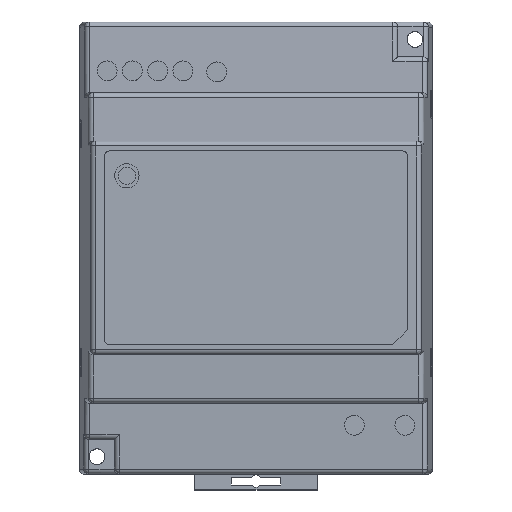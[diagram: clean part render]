
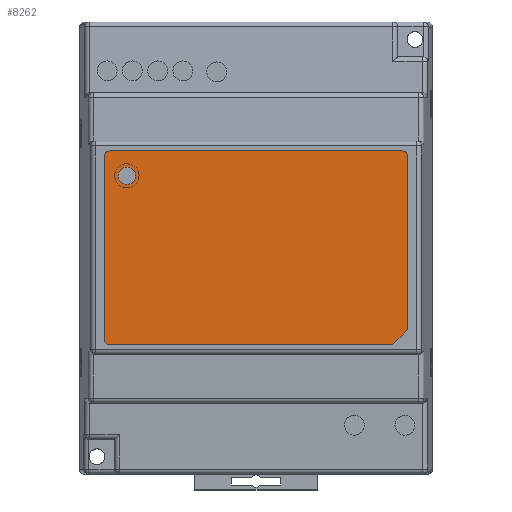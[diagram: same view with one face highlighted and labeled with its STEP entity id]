
A CAD part, top view. The second image highlights one B-rep face of the part: STEP entity #8262.
In plain terms, the highlighted planar face has unit normal (0, 0, 1).
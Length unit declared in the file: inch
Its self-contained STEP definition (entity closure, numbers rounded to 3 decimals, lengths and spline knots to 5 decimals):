
#295 = DIRECTION ( 'NONE',  ( 0., 1., 0. ) ) ;
#303 = VECTOR ( 'NONE', #2811, 39.37008 ) ;
#387 = AXIS2_PLACEMENT_3D ( 'NONE', #28012, #28125, #30650 ) ;
#481 = CARTESIAN_POINT ( 'NONE',  ( -1.16142, 0.72835, 2.1811 ) ) ;
#597 = CARTESIAN_POINT ( 'NONE',  ( -0.95472, 0.57087, 2.1811 ) ) ;
#691 = CIRCLE ( 'NONE', #32062, 0.0689 ) ;
#792 = ORIENTED_EDGE ( 'NONE', *, *, #17189, .T. ) ;
#1017 = VERTEX_POINT ( 'NONE', #31409 ) ;
#1348 = DIRECTION ( 'NONE',  ( 1., 0., 0. ) ) ;
#1773 = DIRECTION ( 'NONE',  ( 1., 0., 0. ) ) ;
#1784 = EDGE_CURVE ( 'NONE', #4714, #4714, #691, .T. ) ;
#1862 = ORIENTED_EDGE ( 'NONE', *, *, #28800, .T. ) ;
#1877 = ORIENTED_EDGE ( 'NONE', *, *, #12381, .T. ) ;
#2195 = VERTEX_POINT ( 'NONE', #21067 ) ;
#2315 = VECTOR ( 'NONE', #17712, 39.37008 ) ;
#2486 = AXIS2_PLACEMENT_3D ( 'NONE', #3860, #6594, #1348 ) ;
#2669 = LINE ( 'NONE', #25628, #2315 ) ;
#2811 = DIRECTION ( 'NONE',  ( -1., 0., 0. ) ) ;
#2878 = LINE ( 'NONE', #27292, #13874 ) ;
#3860 = CARTESIAN_POINT ( 'NONE',  ( -1.16142, -0.72835, 2.1811 ) ) ;
#4253 = LINE ( 'NONE', #22746, #303 ) ;
#4714 = VERTEX_POINT ( 'NONE', #597 ) ;
#5535 = DIRECTION ( 'NONE',  ( 1., 0., 0. ) ) ;
#5782 = EDGE_CURVE ( 'NONE', #1017, #11469, #16935, .T. ) ;
#5851 = ORIENTED_EDGE ( 'NONE', *, *, #14995, .T. ) ;
#6594 = DIRECTION ( 'NONE',  ( 0., 0., 1. ) ) ;
#6599 = CARTESIAN_POINT ( 'NONE',  ( -1.02362, 0.57087, 2.1811 ) ) ;
#6811 = DIRECTION ( 'NONE',  ( 0., 0., -1. ) ) ;
#7762 = PLANE ( 'NONE',  #19390 ) ;
#8238 = EDGE_CURVE ( 'NONE', #21725, #16997, #2669, .T. ) ;
#8262 = ADVANCED_FACE ( 'NONE', ( #18375, #8601 ), #7762, .T. ) ;
#8601 = FACE_OUTER_BOUND ( 'NONE', #17746, .T. ) ;
#9343 = CARTESIAN_POINT ( 'NONE',  ( 1.20079, 0.72835, 2.1811 ) ) ;
#10258 = VECTOR ( 'NONE', #295, 39.37008 ) ;
#10722 = CARTESIAN_POINT ( 'NONE',  ( -1.20079, 0.72835, 2.1811 ) ) ;
#10974 = VERTEX_POINT ( 'NONE', #29424 ) ;
#11111 = CIRCLE ( 'NONE', #2486, 0.03937 ) ;
#11469 = VERTEX_POINT ( 'NONE', #9343 ) ;
#11478 = ORIENTED_EDGE ( 'NONE', *, *, #8238, .T. ) ;
#12109 = CARTESIAN_POINT ( 'NONE',  ( -1.20079, 0.72835, 2.1811 ) ) ;
#12381 = EDGE_CURVE ( 'NONE', #10974, #2195, #4253, .T. ) ;
#12671 = VECTOR ( 'NONE', #28252, 39.37008 ) ;
#13143 = AXIS2_PLACEMENT_3D ( 'NONE', #481, #25696, #5535 ) ;
#13874 = VECTOR ( 'NONE', #24324, 39.37008 ) ;
#14995 = EDGE_CURVE ( 'NONE', #32310, #23481, #28768, .T. ) ;
#15068 = ORIENTED_EDGE ( 'NONE', *, *, #29061, .T. ) ;
#15337 = EDGE_CURVE ( 'NONE', #2195, #32310, #22836, .T. ) ;
#15809 = EDGE_LOOP ( 'NONE', ( #23973 ) ) ;
#16554 = ORIENTED_EDGE ( 'NONE', *, *, #15337, .T. ) ;
#16935 = LINE ( 'NONE', #22751, #10258 ) ;
#16997 = VERTEX_POINT ( 'NONE', #32080 ) ;
#17189 = EDGE_CURVE ( 'NONE', #11469, #10974, #27891, .T. ) ;
#17712 = DIRECTION ( 'NONE',  ( 1., 0., 0. ) ) ;
#17746 = EDGE_LOOP ( 'NONE', ( #1877, #16554, #5851, #1862, #11478, #15068, #20795, #792 ) ) ;
#18375 = FACE_BOUND ( 'NONE', #15809, .T. ) ;
#19390 = AXIS2_PLACEMENT_3D ( 'NONE', #28144, #20495, #30547 ) ;
#20068 = CARTESIAN_POINT ( 'NONE',  ( -1.16142, -0.76772, 2.1811 ) ) ;
#20495 = DIRECTION ( 'NONE',  ( 0., 0., 1. ) ) ;
#20795 = ORIENTED_EDGE ( 'NONE', *, *, #5782, .T. ) ;
#20920 = CARTESIAN_POINT ( 'NONE',  ( -1.20079, -0.72835, 2.1811 ) ) ;
#21067 = CARTESIAN_POINT ( 'NONE',  ( -1.16142, 0.76772, 2.1811 ) ) ;
#21725 = VERTEX_POINT ( 'NONE', #20068 ) ;
#22746 = CARTESIAN_POINT ( 'NONE',  ( 1.16142, 0.76772, 2.1811 ) ) ;
#22751 = CARTESIAN_POINT ( 'NONE',  ( 1.20079, -0.64961, 2.1811 ) ) ;
#22836 = CIRCLE ( 'NONE', #13143, 0.03937 ) ;
#23481 = VERTEX_POINT ( 'NONE', #20920 ) ;
#23973 = ORIENTED_EDGE ( 'NONE', *, *, #1784, .T. ) ;
#24324 = DIRECTION ( 'NONE',  ( 0.707, 0.707, 0. ) ) ;
#25628 = CARTESIAN_POINT ( 'NONE',  ( -1.16142, -0.76772, 2.1811 ) ) ;
#25696 = DIRECTION ( 'NONE',  ( 0., 0., 1. ) ) ;
#27292 = CARTESIAN_POINT ( 'NONE',  ( 1.08268, -0.76772, 2.1811 ) ) ;
#27891 = CIRCLE ( 'NONE', #387, 0.03937 ) ;
#28012 = CARTESIAN_POINT ( 'NONE',  ( 1.16142, 0.72835, 2.1811 ) ) ;
#28125 = DIRECTION ( 'NONE',  ( 0., 0., 1. ) ) ;
#28144 = CARTESIAN_POINT ( 'NONE',  ( -1.39764, 0., 2.1811 ) ) ;
#28252 = DIRECTION ( 'NONE',  ( 0., -1., 0. ) ) ;
#28768 = LINE ( 'NONE', #10722, #12671 ) ;
#28800 = EDGE_CURVE ( 'NONE', #23481, #21725, #11111, .T. ) ;
#29061 = EDGE_CURVE ( 'NONE', #16997, #1017, #2878, .T. ) ;
#29424 = CARTESIAN_POINT ( 'NONE',  ( 1.16142, 0.76772, 2.1811 ) ) ;
#30547 = DIRECTION ( 'NONE',  ( 1., 0., 0. ) ) ;
#30650 = DIRECTION ( 'NONE',  ( 1., 0., 0. ) ) ;
#31409 = CARTESIAN_POINT ( 'NONE',  ( 1.20079, -0.64961, 2.1811 ) ) ;
#32062 = AXIS2_PLACEMENT_3D ( 'NONE', #6599, #6811, #1773 ) ;
#32080 = CARTESIAN_POINT ( 'NONE',  ( 1.08268, -0.76772, 2.1811 ) ) ;
#32310 = VERTEX_POINT ( 'NONE', #12109 ) ;
